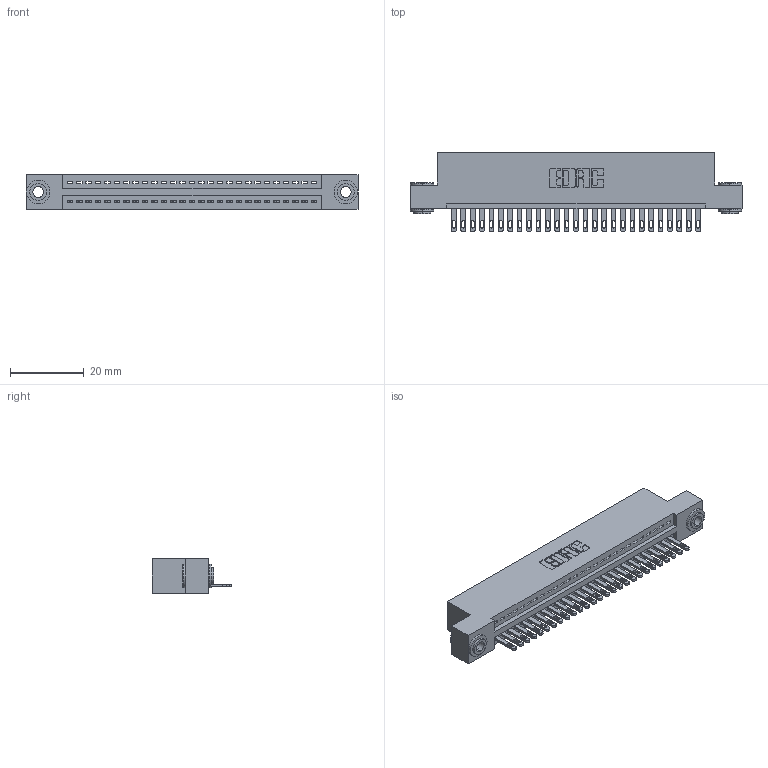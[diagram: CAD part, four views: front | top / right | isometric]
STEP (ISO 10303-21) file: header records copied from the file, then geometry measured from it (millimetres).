
FILE_DESCRIPTION (( 'STEP AP203' ), '1' );
FILE_NAME ('345-027-500-103.STEP', '2019-10-07T03:03:43', ( '' ), ( '' ), 'SwSTEP 2.0', 'SolidWorks 2016', '' );
FILE_SCHEMA (( 'CONFIG_CONTROL_DESIGN' ));
Length unit declared in the file: inch
Products named in the file (4): 345 Part_Flush Mounting Lugs - 0.156 Dia-TH; 345-250-002_345-250-002-102; 345-292-001_345-293-100; 345-027-500-103
Assembly tree (30 placements, depth 2):
  345-027-500-103
    345 Part_Flush Mounting Lugs - 0.156 Dia-TH
    345-292-001_345-293-100  x27
    345-250-002_345-250-002-102  x2
Bounding box: 89.79 x 21.51 x 9.4 mm (x, y, z)
Volume: 8441.5 mm3; surface area: 11289.2 mm2
Topology: 30 solids, 30 shells, 1622 faces, 4953 edges, 3298 vertices
Faces by surface type: plane 1008, cylinder 606, cone 8
Entity records: 22920 total; most frequent: CARTESIAN_POINT 3948, ORIENTED_EDGE 3902, DIRECTION 3503, EDGE_CURVE 1951, VECTOR 1683, LINE 1683, VERTEX_POINT 1298, AXIS2_PLACEMENT_3D 910
